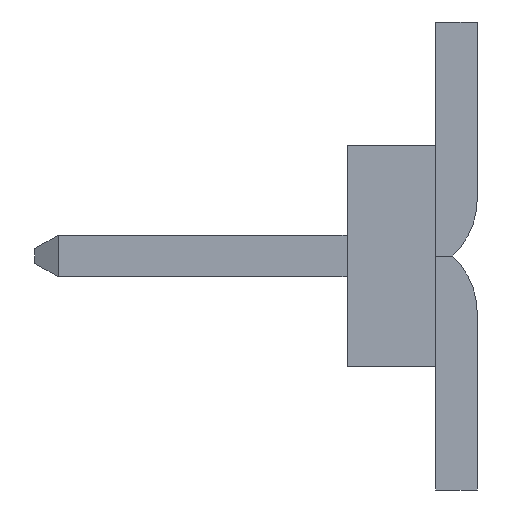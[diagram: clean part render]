
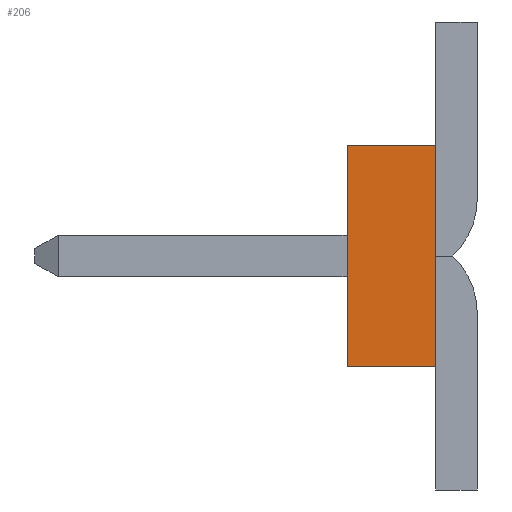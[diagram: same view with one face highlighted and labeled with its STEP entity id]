
A CAD part, left-side view. The second image highlights one B-rep face of the part: STEP entity #206.
In plain terms, the highlighted planar face has unit normal (-1, 0, 0).
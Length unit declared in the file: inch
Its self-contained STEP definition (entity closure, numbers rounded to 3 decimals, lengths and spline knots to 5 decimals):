
#206 = ADVANCED_FACE( '', ( #670 ), #671, .F. );
#670 = FACE_OUTER_BOUND( '', #1595, .T. );
#671 = PLANE( '', #1596 );
#1595 = EDGE_LOOP( '', ( #2519, #2520, #2521, #2522 ) );
#1596 = AXIS2_PLACEMENT_3D( '', #2523, #2524, #2525 );
#2519 = ORIENTED_EDGE( '', *, *, #6401, .T. );
#2520 = ORIENTED_EDGE( '', *, *, #6402, .F. );
#2521 = ORIENTED_EDGE( '', *, *, #6403, .F. );
#2522 = ORIENTED_EDGE( '', *, *, #6404, .T. );
#2523 = CARTESIAN_POINT( '', ( -0.75, 0.034, -0.0425 ) );
#2524 = DIRECTION( '', ( 1., 0., 0. ) );
#2525 = DIRECTION( '', ( 0., 0., -1. ) );
#6401 = EDGE_CURVE( '', #7649, #7650, #7651, .T. );
#6402 = EDGE_CURVE( '', #7652, #7650, #7653, .T. );
#6403 = EDGE_CURVE( '', #7654, #7652, #7655, .T. );
#6404 = EDGE_CURVE( '', #7654, #7649, #7656, .T. );
#7649 = VERTEX_POINT( '', #9689 );
#7650 = VERTEX_POINT( '', #9690 );
#7651 = LINE( '', #9691, #9692 );
#7652 = VERTEX_POINT( '', #9693 );
#7653 = LINE( '', #9694, #9695 );
#7654 = VERTEX_POINT( '', #9696 );
#7655 = LINE( '', #9697, #9698 );
#7656 = LINE( '', #9699, #9700 );
#9689 = CARTESIAN_POINT( '', ( -0.75, 0., -0.0425 ) );
#9690 = CARTESIAN_POINT( '', ( -0.75, 0., 0.0425 ) );
#9691 = CARTESIAN_POINT( '', ( -0.75, 0., -0.0425 ) );
#9692 = VECTOR( '', #12855, 39.37008 );
#9693 = CARTESIAN_POINT( '', ( -0.75, 0.034, 0.0425 ) );
#9694 = CARTESIAN_POINT( '', ( -0.75, 0.034, 0.0425 ) );
#9695 = VECTOR( '', #12856, 39.37008 );
#9696 = CARTESIAN_POINT( '', ( -0.75, 0.034, -0.0425 ) );
#9697 = CARTESIAN_POINT( '', ( -0.75, 0.034, -0.0425 ) );
#9698 = VECTOR( '', #12857, 39.37008 );
#9699 = CARTESIAN_POINT( '', ( -0.75, 0.034, -0.0425 ) );
#9700 = VECTOR( '', #12858, 39.37008 );
#12855 = DIRECTION( '', ( 0., 0., 1. ) );
#12856 = DIRECTION( '', ( 0., -1., 0. ) );
#12857 = DIRECTION( '', ( 0., 0., 1. ) );
#12858 = DIRECTION( '', ( 0., -1., 0. ) );
